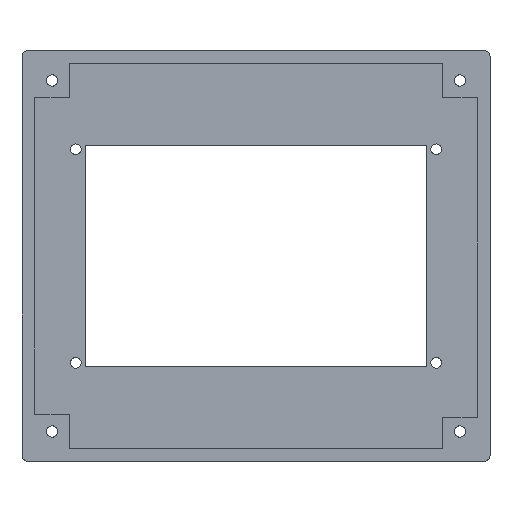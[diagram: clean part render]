
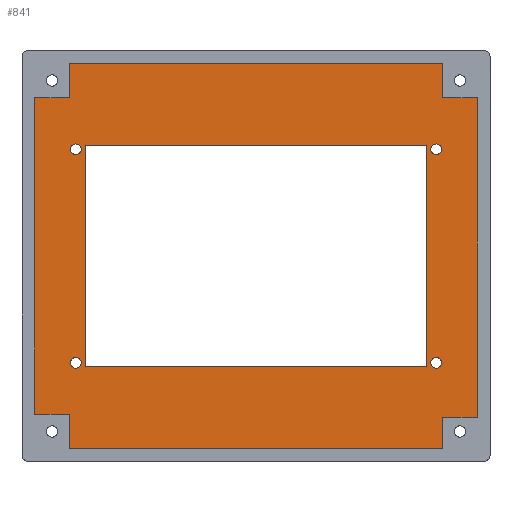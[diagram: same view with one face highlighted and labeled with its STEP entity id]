
A CAD part, top view. The second image highlights one B-rep face of the part: STEP entity #841.
In plain terms, the highlighted planar face has unit normal (0, 0, 1).
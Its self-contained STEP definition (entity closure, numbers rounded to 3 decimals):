
#28=FACE_BOUND('',#153,.T.);
#29=FACE_BOUND('',#154,.T.);
#30=FACE_BOUND('',#155,.T.);
#31=FACE_BOUND('',#156,.T.);
#32=FACE_BOUND('',#157,.T.);
#49=PLANE('',#944);
#96=FACE_OUTER_BOUND('',#152,.T.);
#152=EDGE_LOOP('',(#694,#695,#696,#697,#698,#699,#700,#701,#702,#703,#704,
#705));
#153=EDGE_LOOP('',(#706));
#154=EDGE_LOOP('',(#707));
#155=EDGE_LOOP('',(#708));
#156=EDGE_LOOP('',(#709));
#157=EDGE_LOOP('',(#710,#711,#712,#713));
#182=LINE('',#1236,#262);
#186=LINE('',#1244,#266);
#189=LINE('',#1250,#269);
#192=LINE('',#1255,#272);
#220=LINE('',#1369,#300);
#221=LINE('',#1371,#301);
#222=LINE('',#1373,#302);
#223=LINE('',#1375,#303);
#224=LINE('',#1377,#304);
#225=LINE('',#1379,#305);
#226=LINE('',#1381,#306);
#227=LINE('',#1383,#307);
#228=LINE('',#1385,#308);
#229=LINE('',#1387,#309);
#230=LINE('',#1389,#310);
#231=LINE('',#1390,#311);
#262=VECTOR('',#992,10.);
#266=VECTOR('',#998,10.);
#269=VECTOR('',#1003,10.);
#272=VECTOR('',#1008,10.);
#300=VECTOR('',#1140,10.);
#301=VECTOR('',#1141,10.);
#302=VECTOR('',#1142,10.);
#303=VECTOR('',#1143,10.);
#304=VECTOR('',#1144,10.);
#305=VECTOR('',#1145,10.);
#306=VECTOR('',#1146,10.);
#307=VECTOR('',#1147,10.);
#308=VECTOR('',#1148,10.);
#309=VECTOR('',#1149,10.);
#310=VECTOR('',#1150,10.);
#311=VECTOR('',#1151,10.);
#338=CIRCLE('',#878,1.7);
#340=CIRCLE('',#881,1.7);
#342=CIRCLE('',#884,1.7);
#344=CIRCLE('',#887,1.7);
#374=VERTEX_POINT('',#1210);
#376=VERTEX_POINT('',#1216);
#378=VERTEX_POINT('',#1222);
#380=VERTEX_POINT('',#1228);
#382=VERTEX_POINT('',#1234);
#383=VERTEX_POINT('',#1235);
#386=VERTEX_POINT('',#1243);
#388=VERTEX_POINT('',#1249);
#422=VERTEX_POINT('',#1367);
#423=VERTEX_POINT('',#1368);
#424=VERTEX_POINT('',#1370);
#425=VERTEX_POINT('',#1372);
#426=VERTEX_POINT('',#1374);
#427=VERTEX_POINT('',#1376);
#428=VERTEX_POINT('',#1378);
#429=VERTEX_POINT('',#1380);
#430=VERTEX_POINT('',#1382);
#431=VERTEX_POINT('',#1384);
#432=VERTEX_POINT('',#1386);
#433=VERTEX_POINT('',#1388);
#446=EDGE_CURVE('',#374,#374,#338,.T.);
#449=EDGE_CURVE('',#376,#376,#340,.T.);
#452=EDGE_CURVE('',#378,#378,#342,.T.);
#455=EDGE_CURVE('',#380,#380,#344,.T.);
#458=EDGE_CURVE('',#382,#383,#182,.T.);
#462=EDGE_CURVE('',#386,#382,#186,.T.);
#465=EDGE_CURVE('',#388,#386,#189,.T.);
#468=EDGE_CURVE('',#383,#388,#192,.T.);
#524=EDGE_CURVE('',#422,#423,#220,.T.);
#525=EDGE_CURVE('',#424,#422,#221,.T.);
#526=EDGE_CURVE('',#425,#424,#222,.T.);
#527=EDGE_CURVE('',#426,#425,#223,.T.);
#528=EDGE_CURVE('',#427,#426,#224,.T.);
#529=EDGE_CURVE('',#428,#427,#225,.T.);
#530=EDGE_CURVE('',#429,#428,#226,.T.);
#531=EDGE_CURVE('',#430,#429,#227,.T.);
#532=EDGE_CURVE('',#431,#430,#228,.T.);
#533=EDGE_CURVE('',#432,#431,#229,.T.);
#534=EDGE_CURVE('',#433,#432,#230,.T.);
#535=EDGE_CURVE('',#423,#433,#231,.T.);
#694=ORIENTED_EDGE('',*,*,#524,.F.);
#695=ORIENTED_EDGE('',*,*,#525,.F.);
#696=ORIENTED_EDGE('',*,*,#526,.F.);
#697=ORIENTED_EDGE('',*,*,#527,.F.);
#698=ORIENTED_EDGE('',*,*,#528,.F.);
#699=ORIENTED_EDGE('',*,*,#529,.F.);
#700=ORIENTED_EDGE('',*,*,#530,.F.);
#701=ORIENTED_EDGE('',*,*,#531,.F.);
#702=ORIENTED_EDGE('',*,*,#532,.F.);
#703=ORIENTED_EDGE('',*,*,#533,.F.);
#704=ORIENTED_EDGE('',*,*,#534,.F.);
#705=ORIENTED_EDGE('',*,*,#535,.F.);
#706=ORIENTED_EDGE('',*,*,#446,.T.);
#707=ORIENTED_EDGE('',*,*,#449,.T.);
#708=ORIENTED_EDGE('',*,*,#452,.T.);
#709=ORIENTED_EDGE('',*,*,#455,.T.);
#710=ORIENTED_EDGE('',*,*,#458,.T.);
#711=ORIENTED_EDGE('',*,*,#468,.T.);
#712=ORIENTED_EDGE('',*,*,#465,.T.);
#713=ORIENTED_EDGE('',*,*,#462,.T.);
#841=ADVANCED_FACE('',(#96,#28,#29,#30,#31,#32),#49,.T.);
#878=AXIS2_PLACEMENT_3D('',#1211,#964,#965);
#881=AXIS2_PLACEMENT_3D('',#1217,#971,#972);
#884=AXIS2_PLACEMENT_3D('',#1223,#978,#979);
#887=AXIS2_PLACEMENT_3D('',#1229,#985,#986);
#944=AXIS2_PLACEMENT_3D('',#1366,#1138,#1139);
#964=DIRECTION('center_axis',(0.,0.,-1.));
#965=DIRECTION('ref_axis',(1.,0.,0.));
#971=DIRECTION('center_axis',(0.,0.,-1.));
#972=DIRECTION('ref_axis',(1.,0.,0.));
#978=DIRECTION('center_axis',(0.,0.,-1.));
#979=DIRECTION('ref_axis',(1.,0.,0.));
#985=DIRECTION('center_axis',(0.,0.,-1.));
#986=DIRECTION('ref_axis',(1.,0.,0.));
#992=DIRECTION('',(0.,-1.,0.));
#998=DIRECTION('',(1.,0.,0.));
#1003=DIRECTION('',(0.,1.,0.));
#1008=DIRECTION('',(-1.,0.,0.));
#1138=DIRECTION('center_axis',(0.,0.,1.));
#1139=DIRECTION('ref_axis',(1.,0.,0.));
#1140=DIRECTION('',(0.,1.,0.));
#1141=DIRECTION('',(-1.,0.,0.));
#1142=DIRECTION('',(0.,1.,0.));
#1143=DIRECTION('',(-1.,0.,0.));
#1144=DIRECTION('',(0.,-1.,0.));
#1145=DIRECTION('',(-1.,0.,0.));
#1146=DIRECTION('',(0.,-1.,0.));
#1147=DIRECTION('',(1.,0.,0.));
#1148=DIRECTION('',(0.,-1.,0.));
#1149=DIRECTION('',(1.,0.,0.));
#1150=DIRECTION('',(0.,1.,0.));
#1151=DIRECTION('',(1.,0.,0.));
#1210=CARTESIAN_POINT('',(55.3,33.75,0.));
#1211=CARTESIAN_POINT('Origin',(57.,33.75,0.));
#1216=CARTESIAN_POINT('',(55.3,-33.75,0.));
#1217=CARTESIAN_POINT('Origin',(57.,-33.75,0.));
#1222=CARTESIAN_POINT('',(-58.7,33.75,0.));
#1223=CARTESIAN_POINT('Origin',(-57.,33.75,0.));
#1228=CARTESIAN_POINT('',(-58.7,-33.75,0.));
#1229=CARTESIAN_POINT('Origin',(-57.,-33.75,0.));
#1234=CARTESIAN_POINT('',(54.,35.,0.));
#1235=CARTESIAN_POINT('',(54.,-35.,0.));
#1236=CARTESIAN_POINT('',(54.,17.5,0.));
#1243=CARTESIAN_POINT('',(-54.,35.,0.));
#1244=CARTESIAN_POINT('',(-27.,35.,0.));
#1249=CARTESIAN_POINT('',(-54.,-35.,0.));
#1250=CARTESIAN_POINT('',(-54.,-17.5,0.));
#1255=CARTESIAN_POINT('',(27.,-35.,0.));
#1366=CARTESIAN_POINT('Origin',(0.,0.,
0.));
#1367=CARTESIAN_POINT('',(-70.,-50.,0.));
#1368=CARTESIAN_POINT('',(-70.,50.,0.));
#1369=CARTESIAN_POINT('',(-70.,-61.,0.));
#1370=CARTESIAN_POINT('',(-59.,-50.,0.));
#1371=CARTESIAN_POINT('',(-59.,-50.,0.));
#1372=CARTESIAN_POINT('',(-59.,-61.,0.));
#1373=CARTESIAN_POINT('',(-59.,-61.,0.));
#1374=CARTESIAN_POINT('',(59.,-61.,0.));
#1375=CARTESIAN_POINT('',(70.,-61.,0.));
#1376=CARTESIAN_POINT('',(59.,-51.,0.));
#1377=CARTESIAN_POINT('',(59.,-51.,0.));
#1378=CARTESIAN_POINT('',(70.,-51.,0.));
#1379=CARTESIAN_POINT('',(70.,-51.,0.));
#1380=CARTESIAN_POINT('',(70.,50.,0.));
#1381=CARTESIAN_POINT('',(70.,61.,0.));
#1382=CARTESIAN_POINT('',(59.,50.,0.));
#1383=CARTESIAN_POINT('',(59.,50.,0.));
#1384=CARTESIAN_POINT('',(59.,61.,0.));
#1385=CARTESIAN_POINT('',(59.,61.,0.));
#1386=CARTESIAN_POINT('',(-59.,61.,0.));
#1387=CARTESIAN_POINT('',(-70.,61.,0.));
#1388=CARTESIAN_POINT('',(-59.,50.,0.));
#1389=CARTESIAN_POINT('',(-59.,50.,0.));
#1390=CARTESIAN_POINT('',(-70.,50.,0.));
